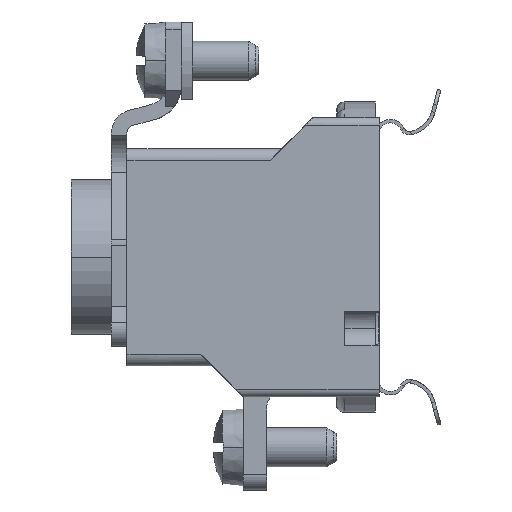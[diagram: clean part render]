
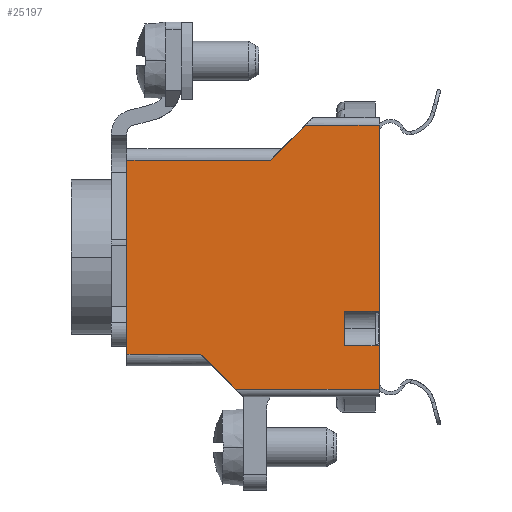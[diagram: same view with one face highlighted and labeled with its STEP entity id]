
A CAD part, left-side view. The second image highlights one B-rep face of the part: STEP entity #25197.
In plain terms, the highlighted planar face has unit normal (-1, 0, 0).
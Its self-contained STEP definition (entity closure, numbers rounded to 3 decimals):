
#18647=DIRECTION('',(0.,0.,-1.));
#18648=VECTOR('',#18647,25.);
#18649=CARTESIAN_POINT('',(-40.35,34.,12.5));
#18650=LINE('',#18649,#18648);
#19875=DIRECTION('',(0.,1.,0.));
#19876=VECTOR('',#19875,18.5);
#19877=CARTESIAN_POINT('',(-40.35,15.5,12.5));
#19878=LINE('',#19877,#19876);
#19882=DIRECTION('',(0.,-1.,0.));
#19883=VECTOR('',#19882,4.5);
#19884=CARTESIAN_POINT('',(-40.35,6.,-11.442));
#19885=LINE('',#19884,#19883);
#19889=DIRECTION('',(0.,0.707,0.707));
#19890=VECTOR('',#19889,6.364);
#19891=CARTESIAN_POINT('',(-40.35,20.,-17.));
#19892=LINE('',#19891,#19890);
#19896=DIRECTION('',(0.,-0.707,0.707));
#19897=VECTOR('',#19896,6.364);
#19898=CARTESIAN_POINT('',(-40.35,15.5,12.5));
#19899=LINE('',#19898,#19897);
#19903=DIRECTION('',(0.,-1.,0.));
#19904=VECTOR('',#19903,4.5);
#19905=CARTESIAN_POINT('',(-40.35,6.,-6.942));
#19906=LINE('',#19905,#19904);
#19924=DIRECTION('',(0.,0.,1.));
#19925=VECTOR('',#19924,23.942);
#19926=CARTESIAN_POINT('',(-40.35,1.5,-6.942));
#19927=LINE('',#19926,#19925);
#19969=CARTESIAN_POINT('',(-40.35,11.,17.));
#19988=DIRECTION('',(0.,1.,0.));
#19989=VECTOR('',#19988,9.5);
#19990=CARTESIAN_POINT('',(-40.35,1.5,17.));
#19991=LINE('',#19990,#19989);
#20450=DIRECTION('',(0.,0.,1.));
#20451=VECTOR('',#20450,5.558);
#20452=CARTESIAN_POINT('',(-40.35,1.5,-17.));
#20453=LINE('',#20452,#20451);
#20464=DIRECTION('',(0.,0.,1.));
#20465=VECTOR('',#20464,4.5);
#20466=CARTESIAN_POINT('',(-40.35,6.,-11.442));
#20467=LINE('',#20466,#20465);
#20771=DIRECTION('',(0.,-1.,0.));
#20772=VECTOR('',#20771,18.5);
#20773=CARTESIAN_POINT('',(-40.35,20.,-17.));
#20774=LINE('',#20773,#20772);
#20846=DIRECTION('',(0.,-1.,0.));
#20847=VECTOR('',#20846,9.5);
#20848=CARTESIAN_POINT('',(-40.35,34.,-12.5));
#20849=LINE('',#20848,#20847);
#22719=CARTESIAN_POINT('',(-40.35,34.,12.5));
#22720=VERTEX_POINT('',#22719);
#22721=CARTESIAN_POINT('',(-40.35,34.,-12.5));
#22722=VERTEX_POINT('',#22721);
#23018=VERTEX_POINT('',#19969);
#23019=CARTESIAN_POINT('',(-40.35,15.5,12.5));
#23020=VERTEX_POINT('',#23019);
#23021=CARTESIAN_POINT('',(-40.35,6.,-6.942));
#23022=CARTESIAN_POINT('',(-40.35,1.5,-6.942));
#23023=VERTEX_POINT('',#23021);
#23024=VERTEX_POINT('',#23022);
#23025=CARTESIAN_POINT('',(-40.35,6.,-11.442));
#23026=VERTEX_POINT('',#23025);
#23027=CARTESIAN_POINT('',(-40.35,1.5,-11.442));
#23028=VERTEX_POINT('',#23027);
#23029=CARTESIAN_POINT('',(-40.35,1.5,-17.));
#23030=VERTEX_POINT('',#23029);
#23031=CARTESIAN_POINT('',(-40.35,20.,-17.));
#23032=VERTEX_POINT('',#23031);
#23033=CARTESIAN_POINT('',(-40.35,24.5,-12.5));
#23034=VERTEX_POINT('',#23033);
#23035=CARTESIAN_POINT('',(-40.35,1.5,17.));
#23036=VERTEX_POINT('',#23035);
#25169=CARTESIAN_POINT('',(-40.35,0.,-18.));
#25170=DIRECTION('',(-1.,0.,0.));
#25171=DIRECTION('',(0.,0.,1.));
#25172=AXIS2_PLACEMENT_3D('',#25169,#25170,#25171);
#25173=PLANE('',#25172);
#25175=ORIENTED_EDGE('',*,*,#25174,.F.);
#25177=ORIENTED_EDGE('',*,*,#25176,.F.);
#25179=ORIENTED_EDGE('',*,*,#25178,.T.);
#25181=ORIENTED_EDGE('',*,*,#25180,.F.);
#25183=ORIENTED_EDGE('',*,*,#25182,.F.);
#25185=ORIENTED_EDGE('',*,*,#25184,.T.);
#25187=ORIENTED_EDGE('',*,*,#25186,.F.);
#25188=ORIENTED_EDGE('',*,*,#24186,.F.);
#25189=ORIENTED_EDGE('',*,*,#25157,.F.);
#25190=ORIENTED_EDGE('',*,*,#25115,.T.);
#25192=ORIENTED_EDGE('',*,*,#25191,.F.);
#25194=ORIENTED_EDGE('',*,*,#25193,.F.);
#25195=EDGE_LOOP('',(#25175,#25177,#25179,#25181,#25183,#25185,#25187,#25188,
#25189,#25190,#25192,#25194));
#25196=FACE_OUTER_BOUND('',#25195,.F.);
#24186=EDGE_CURVE('',#22720,#22722,#18650,.T.);
#25115=EDGE_CURVE('',#23020,#23018,#19899,.T.);
#25157=EDGE_CURVE('',#23020,#22720,#19878,.T.);
#25174=EDGE_CURVE('',#23023,#23024,#19906,.T.);
#25176=EDGE_CURVE('',#23026,#23023,#20467,.T.);
#25178=EDGE_CURVE('',#23026,#23028,#19885,.T.);
#25180=EDGE_CURVE('',#23030,#23028,#20453,.T.);
#25182=EDGE_CURVE('',#23032,#23030,#20774,.T.);
#25184=EDGE_CURVE('',#23032,#23034,#19892,.T.);
#25186=EDGE_CURVE('',#22722,#23034,#20849,.T.);
#25191=EDGE_CURVE('',#23036,#23018,#19991,.T.);
#25193=EDGE_CURVE('',#23024,#23036,#19927,.T.);
#25197=ADVANCED_FACE('',(#25196),#25173,.T.);
